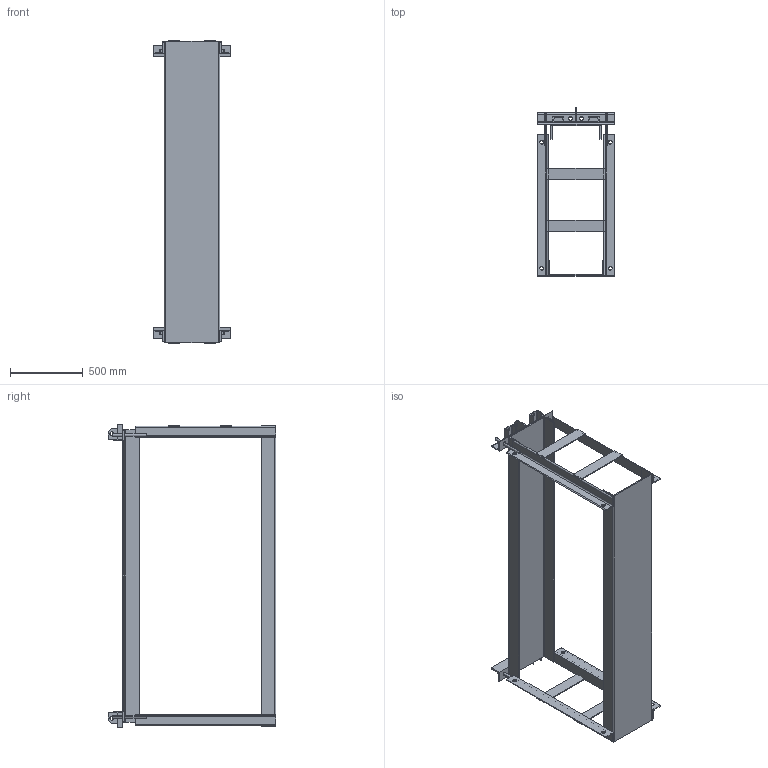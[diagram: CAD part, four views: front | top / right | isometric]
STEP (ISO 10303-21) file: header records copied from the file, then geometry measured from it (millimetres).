
FILE_DESCRIPTION (( 'STEP AP214' ), '1' );
FILE_NAME ('Final Assembly.STEP', '2024-11-06T18:01:53', ( '' ), ( '' ), 'SwSTEP 2.0', 'SolidWorks 2023', '' );
FILE_SCHEMA (( 'AUTOMOTIVE_DESIGN' ));
Length unit declared in the file: inch
Products named in the file (13): Top Assembly; Bottom flat; Brace; Bottom Assembly; Top flat; 4x4x.375-Angle left side top_Default<As Machined>; Top Angle Assbly; Rod .75; Final Assembly; Lug; Flat bar brace; 3x 1.375-Channel -3in_Default<As Machined>; 4X4X375 Angle_Default<As Machined>
Assembly tree (23 placements, depth 4):
  Final Assembly
    Top Assembly
      Top flat
      Top Angle Assbly  x2
        4x4x.375-Angle left side top_Default<As Machined>
        Lug
        3x 1.375-Channel -3in_Default<As Machined>
    Bottom Assembly
      Rod .75  x4
      4X4X375 Angle_Default<As Machined>  x4
      Bottom flat
    Brace
    Flat bar brace  x4
Bounding box: 533.4 x 1149.6 x 2076.45 mm (x, y, z)
Volume: 25981720.1 mm3; surface area: 6663588.7 mm2
Topology: 23 solids, 23 shells, 274 faces, 652 edges, 424 vertices
Faces by surface type: plane 176, cylinder 98
Entity records: 4002 total; most frequent: DIRECTION 667, CARTESIAN_POINT 613, ORIENTED_EDGE 566, EDGE_CURVE 283, AXIS2_PLACEMENT_3D 232, LINE 203, VECTOR 203, VERTEX_POINT 178
